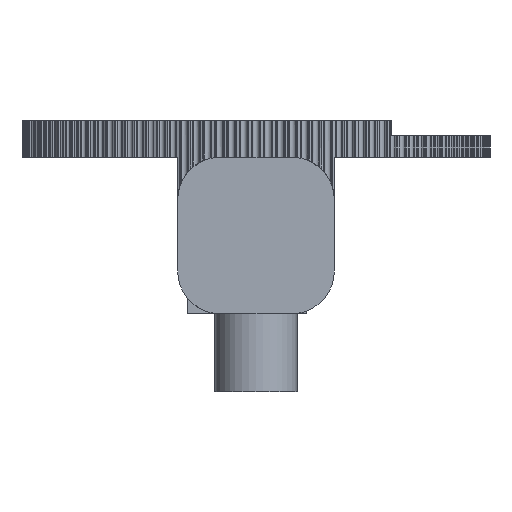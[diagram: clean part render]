
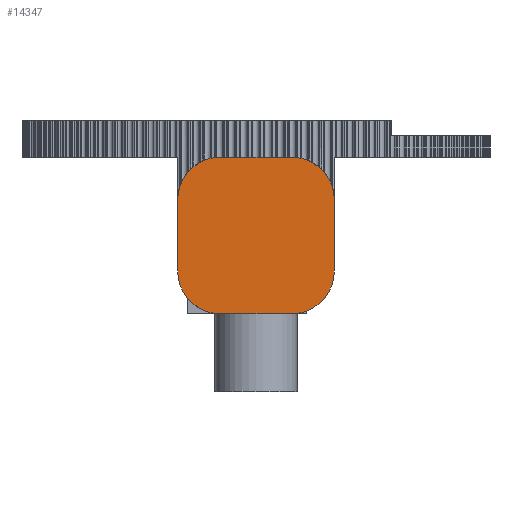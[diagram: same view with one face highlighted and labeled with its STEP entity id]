
A CAD part, left-side view. The second image highlights one B-rep face of the part: STEP entity #14347.
In plain terms, the highlighted planar face has unit normal (-1, 0, 0).
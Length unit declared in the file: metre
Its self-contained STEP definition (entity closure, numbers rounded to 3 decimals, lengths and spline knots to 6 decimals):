
#2206=CIRCLE('',#16541,0.010425);
#2207=CIRCLE('',#16542,0.010425);
#2208=CIRCLE('',#16543,0.010425);
#2209=CIRCLE('',#16544,0.010425);
#6546=ORIENTED_EDGE('',*,*,#8931,.T.);
#6547=ORIENTED_EDGE('',*,*,#8932,.T.);
#6548=ORIENTED_EDGE('',*,*,#8920,.F.);
#6549=ORIENTED_EDGE('',*,*,#8933,.T.);
#6550=ORIENTED_EDGE('',*,*,#8934,.F.);
#6551=ORIENTED_EDGE('',*,*,#8935,.T.);
#6552=ORIENTED_EDGE('',*,*,#8929,.T.);
#6553=ORIENTED_EDGE('',*,*,#8936,.T.);
#8920=EDGE_CURVE('',#10443,#10444,#11215,.T.);
#8929=EDGE_CURVE('',#10449,#10448,#11221,.T.);
#8931=EDGE_CURVE('',#10450,#10451,#11223,.T.);
#8932=EDGE_CURVE('',#10451,#10444,#2206,.F.);
#8933=EDGE_CURVE('',#10443,#10452,#2207,.F.);
#8934=EDGE_CURVE('',#10453,#10452,#11224,.T.);
#8935=EDGE_CURVE('',#10453,#10449,#2208,.F.);
#8936=EDGE_CURVE('',#10448,#10450,#2209,.F.);
#10443=VERTEX_POINT('',#26311);
#10444=VERTEX_POINT('',#26312);
#10448=VERTEX_POINT('',#26326);
#10449=VERTEX_POINT('',#26328);
#10450=VERTEX_POINT('',#26332);
#10451=VERTEX_POINT('',#26333);
#10452=VERTEX_POINT('',#26336);
#10453=VERTEX_POINT('',#26338);
#11215=LINE('',#26310,#11987);
#11221=LINE('',#26327,#11993);
#11223=LINE('',#26331,#11995);
#11224=LINE('',#26337,#11996);
#11987=VECTOR('',#21628,1.);
#11993=VECTOR('',#21644,1.);
#11995=VECTOR('',#21648,1.);
#11996=VECTOR('',#21653,1.);
#12763=EDGE_LOOP('',(#6546,#6547,#6548,#6549,#6550,#6551,#6552,#6553));
#13545=FACE_BOUND('',#12763,.T.);
#13592=PLANE('',#16540);
#14347=ADVANCED_FACE('',(#13545),#13592,.F.);
#16540=AXIS2_PLACEMENT_3D('',#26330,#21646,#21647);
#16541=AXIS2_PLACEMENT_3D('',#26334,#21649,#21650);
#16542=AXIS2_PLACEMENT_3D('',#26335,#21651,#21652);
#16543=AXIS2_PLACEMENT_3D('',#26339,#21654,#21655);
#16544=AXIS2_PLACEMENT_3D('',#26340,#21656,#21657);
#21628=DIRECTION('',(0.,0.,1.));
#21644=DIRECTION('',(0.,0.,1.));
#21646=DIRECTION('',(1.,0.,0.));
#21647=DIRECTION('',(0.,0.,-1.));
#21648=DIRECTION('',(0.,1.,0.));
#21649=DIRECTION('',(1.,0.,0.));
#21650=DIRECTION('',(0.,0.,-1.));
#21651=DIRECTION('',(1.,0.,0.));
#21652=DIRECTION('',(0.,0.,-1.));
#21653=DIRECTION('',(0.,1.,0.));
#21654=DIRECTION('',(1.,0.,0.));
#21655=DIRECTION('',(0.,0.,-1.));
#21656=DIRECTION('',(1.,0.,0.));
#21657=DIRECTION('',(0.,0.,-1.));
#26310=CARTESIAN_POINT('',(-0.262219,0.01905,-0.0381));
#26311=CARTESIAN_POINT('',(-0.262219,0.01905,-0.027675));
#26312=CARTESIAN_POINT('',(-0.262219,0.01905,-0.010425));
#26326=CARTESIAN_POINT('',(-0.262219,-0.01905,-0.010425));
#26327=CARTESIAN_POINT('',(-0.262219,-0.01905,-0.0381));
#26328=CARTESIAN_POINT('',(-0.262219,-0.01905,-0.027675));
#26330=CARTESIAN_POINT('',(-0.262219,0.,-0.0381));
#26331=CARTESIAN_POINT('',(-0.262219,0.,0.));
#26332=CARTESIAN_POINT('',(-0.262219,-0.008625,0.));
#26333=CARTESIAN_POINT('',(-0.262219,0.008625,0.));
#26334=CARTESIAN_POINT('',(-0.262219,0.008625,-0.010425));
#26335=CARTESIAN_POINT('',(-0.262219,0.008625,-0.027675));
#26336=CARTESIAN_POINT('',(-0.262219,0.008625,-0.0381));
#26337=CARTESIAN_POINT('',(-0.262219,0.,-0.0381));
#26338=CARTESIAN_POINT('',(-0.262219,-0.008625,-0.0381));
#26339=CARTESIAN_POINT('',(-0.262219,-0.008625,-0.027675));
#26340=CARTESIAN_POINT('',(-0.262219,-0.008625,-0.010425));
